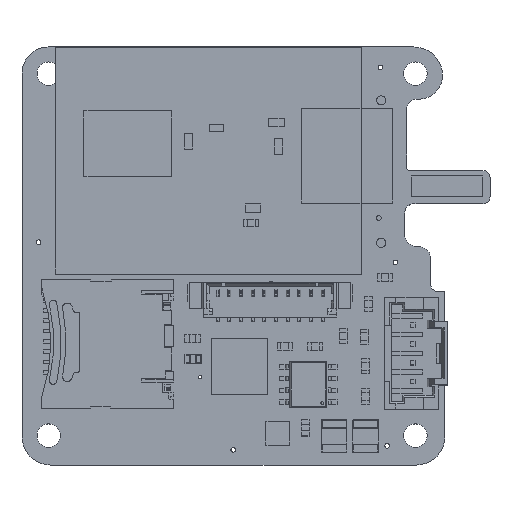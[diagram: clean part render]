
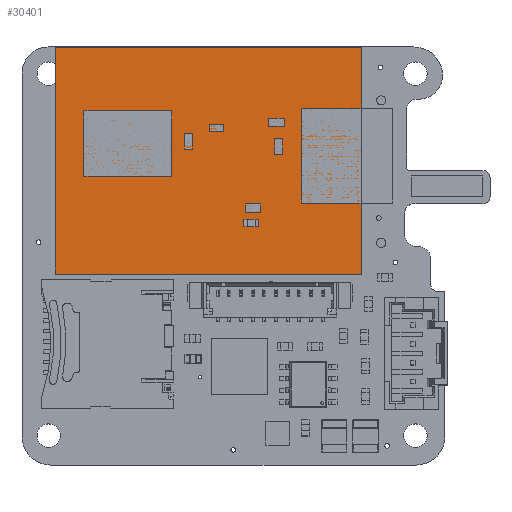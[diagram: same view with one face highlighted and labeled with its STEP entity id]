
A CAD part, top view. The second image highlights one B-rep face of the part: STEP entity #30401.
In plain terms, the highlighted planar face has unit normal (0, 0, 1).
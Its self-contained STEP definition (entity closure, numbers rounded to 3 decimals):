
#1571=PLANE('',#32852);
#3152=FACE_OUTER_BOUND('',#5012,.T.);
#5012=EDGE_LOOP('',(#27274,#27275,#27276,#27277));
#8264=LINE('',#48719,#11844);
#8267=LINE('',#48725,#11847);
#8270=LINE('',#48731,#11850);
#8273=LINE('',#48735,#11853);
#11844=VECTOR('',#40145,10.);
#11847=VECTOR('',#40150,10.);
#11850=VECTOR('',#40155,10.);
#11853=VECTOR('',#40160,10.);
#15390=VERTEX_POINT('',#48716);
#15391=VERTEX_POINT('',#48718);
#15393=VERTEX_POINT('',#48724);
#15395=VERTEX_POINT('',#48730);
#19401=EDGE_CURVE('',#15391,#15390,#8264,.T.);
#19404=EDGE_CURVE('',#15393,#15391,#8267,.T.);
#19407=EDGE_CURVE('',#15395,#15393,#8270,.T.);
#19410=EDGE_CURVE('',#15390,#15395,#8273,.T.);
#27274=ORIENTED_EDGE('',*,*,#19410,.T.);
#27275=ORIENTED_EDGE('',*,*,#19407,.T.);
#27276=ORIENTED_EDGE('',*,*,#19404,.T.);
#27277=ORIENTED_EDGE('',*,*,#19401,.T.);
#30401=ADVANCED_FACE('',(#3152),#1571,.T.);
#32852=AXIS2_PLACEMENT_3D('',#48736,#40161,#40162);
#40145=DIRECTION('',(-1.,0.,0.));
#40150=DIRECTION('',(0.,1.,0.));
#40155=DIRECTION('',(1.,0.,0.));
#40160=DIRECTION('',(0.,-1.,0.));
#40161=DIRECTION('center_axis',(0.,0.,1.));
#40162=DIRECTION('ref_axis',(1.,0.,0.));
#48716=CARTESIAN_POINT('',(-12.1,15.425,0.1));
#48718=CARTESIAN_POINT('',(12.1,15.425,0.1));
#48719=CARTESIAN_POINT('',(12.1,15.425,0.1));
#48724=CARTESIAN_POINT('',(12.1,-17.305,0.1));
#48725=CARTESIAN_POINT('',(12.1,-17.305,0.1));
#48730=CARTESIAN_POINT('',(-12.1,-17.305,0.1));
#48731=CARTESIAN_POINT('',(-12.1,-17.305,0.1));
#48735=CARTESIAN_POINT('',(-12.1,15.425,0.1));
#48736=CARTESIAN_POINT('Origin',(0.,-0.94,0.1));
